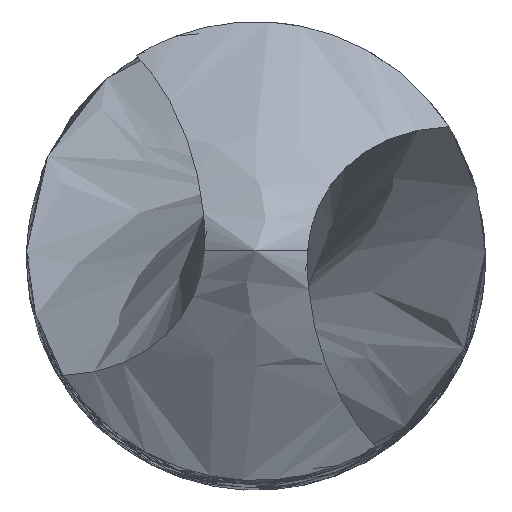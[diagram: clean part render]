
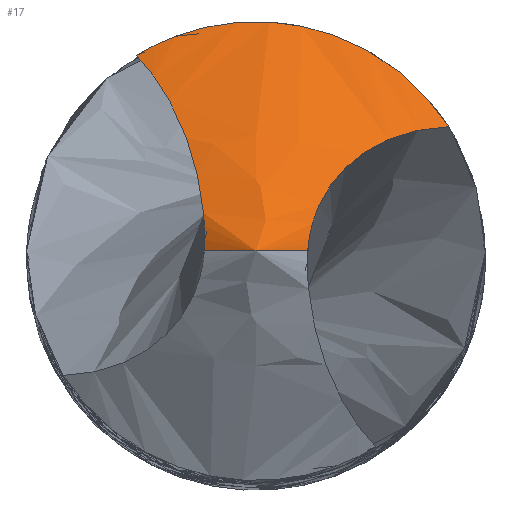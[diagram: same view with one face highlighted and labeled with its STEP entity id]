
A CAD part, top view. The second image highlights one B-rep face of the part: STEP entity #17.
In plain terms, the highlighted free-form (B-spline) face has degree [2, 1] with [5, 2] control points.
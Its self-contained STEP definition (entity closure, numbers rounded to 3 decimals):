
#17 = ADVANCED_FACE('',(#18),#95,.T.);
#18 = FACE_BOUND('',#19,.T.);
#19 = EDGE_LOOP('',(#20,#29,#36,#61,#69,#86));
#20 = ORIENTED_EDGE('',*,*,#21,.F.);
#21 = EDGE_CURVE('',#22,#24,#26,.T.);
#22 = VERTEX_POINT('',#23);
#23 = CARTESIAN_POINT('',(0.,0.,149.874));
#24 = VERTEX_POINT('',#25);
#25 = CARTESIAN_POINT('',(-1.352,0.,
    149.093));
#26 = B_SPLINE_CURVE_WITH_KNOTS('',1,(#27,#28),.UNSPECIFIED.,.F.,.F.,(2,
    2),(0.,1.042),.PIECEWISE_BEZIER_KNOTS.);
#27 = CARTESIAN_POINT('',(0.,0.,149.874));
#28 = CARTESIAN_POINT('',(-1.352,0.,149.093));
#29 = ORIENTED_EDGE('',*,*,#30,.T.);
#30 = EDGE_CURVE('',#22,#31,#33,.T.);
#31 = VERTEX_POINT('',#32);
#32 = CARTESIAN_POINT('',(1.352,0.,
    149.093));
#33 = B_SPLINE_CURVE_WITH_KNOTS('',1,(#34,#35),.UNSPECIFIED.,.F.,.F.,(2,
    2),(0.,1.042),.PIECEWISE_BEZIER_KNOTS.);
#34 = CARTESIAN_POINT('',(0.,0.,149.874));
#35 = CARTESIAN_POINT('',(1.352,0.,
    149.093));
#36 = ORIENTED_EDGE('',*,*,#37,.F.);
#37 = EDGE_CURVE('',#38,#31,#40,.T.);
#38 = VERTEX_POINT('',#39);
#39 = CARTESIAN_POINT('',(5.038,3.249,146.412)
  );
#40 = B_SPLINE_CURVE_WITH_KNOTS('',3,(#41,#42,#43,#44,#45,#46,#47,#48,
    #49,#50,#51,#52,#53,#54,#55,#56,#57,#58,#59,#60),.UNSPECIFIED.,.F.,
  .F.,(4,2,2,2,2,2,2,2,2,4),(0.017,0.017,
    0.018,0.018,0.019,
    0.019,0.02,0.02,
    0.021,0.021),.UNSPECIFIED.);
#41 = CARTESIAN_POINT('',(5.038,3.249,146.412)
  );
#42 = CARTESIAN_POINT('',(4.812,3.244,146.524)
  );
#43 = CARTESIAN_POINT('',(4.585,3.221,146.639)
  );
#44 = CARTESIAN_POINT('',(4.142,3.142,146.872)
  );
#45 = CARTESIAN_POINT('',(3.927,3.086,146.99)
  );
#46 = CARTESIAN_POINT('',(3.511,2.941,147.23)
  );
#47 = CARTESIAN_POINT('',(3.31,2.852,147.351)
  );
#48 = CARTESIAN_POINT('',(2.923,2.639,147.6)
  );
#49 = CARTESIAN_POINT('',(2.738,2.515,147.727)
  );
#50 = CARTESIAN_POINT('',(2.4,2.24,147.978)
  );
#51 = CARTESIAN_POINT('',(2.245,2.089,148.103)
  );
#52 = CARTESIAN_POINT('',(1.964,1.754,148.353)
  );
#53 = CARTESIAN_POINT('',(1.838,1.569,148.48)
  );
#54 = CARTESIAN_POINT('',(1.626,1.173,148.717)
  );
#55 = CARTESIAN_POINT('',(1.539,0.961,148.831)
  );
#56 = CARTESIAN_POINT('',(1.443,0.616,148.969)
  );
#57 = CARTESIAN_POINT('',(1.417,0.498,149.009)
  );
#58 = CARTESIAN_POINT('',(1.376,0.255,149.068)
  );
#59 = CARTESIAN_POINT('',(1.361,0.127,149.088)
  );
#60 = CARTESIAN_POINT('',(1.352,0.,
    149.093));
#61 = ORIENTED_EDGE('',*,*,#62,.T.);
#62 = EDGE_CURVE('',#38,#63,#65,.T.);
#63 = VERTEX_POINT('',#64);
#64 = CARTESIAN_POINT('',(-3.126,5.115,146.412
    ));
#65 = ( BOUNDED_CURVE() B_SPLINE_CURVE(2,(#66,#67,#68),.UNSPECIFIED.,.F.
,.F.) B_SPLINE_CURVE_WITH_KNOTS((3,3),(3.714,5.261),
.PIECEWISE_BEZIER_KNOTS.) CURVE() GEOMETRIC_REPRESENTATION_ITEM() 
RATIONAL_B_SPLINE_CURVE((1.,0.716,1.)) REPRESENTATION_ITEM('') 
  );
#66 = CARTESIAN_POINT('',(5.038,3.249,146.412)
  );
#67 = CARTESIAN_POINT('',(1.867,8.166,146.412)
  );
#68 = CARTESIAN_POINT('',(-3.126,5.115,146.412
    ));
#69 = ORIENTED_EDGE('',*,*,#70,.F.);
#70 = EDGE_CURVE('',#71,#63,#73,.T.);
#71 = VERTEX_POINT('',#72);
#72 = CARTESIAN_POINT('',(-1.341,0.297,149.081)
  );
#73 = B_SPLINE_CURVE_WITH_KNOTS('',3,(#74,#75,#76,#77,#78,#79,#80,#81,
    #82,#83,#84,#85),.UNSPECIFIED.,.F.,.F.,(4,2,2,2,2,4),(
    0.,0.,0.001,
    0.002,0.003,0.004),
  .UNSPECIFIED.);
#74 = CARTESIAN_POINT('',(-1.341,0.297,149.081)
  );
#75 = CARTESIAN_POINT('',(-1.338,0.547,149.051
    ));
#76 = CARTESIAN_POINT('',(-1.352,0.782,148.977
    ));
#77 = CARTESIAN_POINT('',(-1.398,1.243,148.798
    ));
#78 = CARTESIAN_POINT('',(-1.431,1.466,148.693
    ));
#79 = CARTESIAN_POINT('',(-1.552,2.117,148.363)
  );
#80 = CARTESIAN_POINT('',(-1.665,2.531,148.125)
  );
#81 = CARTESIAN_POINT('',(-1.957,3.336,147.641
    ));
#82 = CARTESIAN_POINT('',(-2.139,3.729,147.392
    ));
#83 = CARTESIAN_POINT('',(-2.575,4.462,146.899)
  );
#84 = CARTESIAN_POINT('',(-2.828,4.804,146.655
    ));
#85 = CARTESIAN_POINT('',(-3.126,5.115,146.412
    ));
#86 = ORIENTED_EDGE('',*,*,#87,.F.);
#87 = EDGE_CURVE('',#24,#71,#88,.T.);
#88 = B_SPLINE_CURVE_WITH_KNOTS('',3,(#89,#90,#91,#92,#93,#94),
  .UNSPECIFIED.,.F.,.F.,(4,2,4),(0.021,0.021,
    0.021),.UNSPECIFIED.);
#89 = CARTESIAN_POINT('',(-1.352,0.,
    149.093));
#90 = CARTESIAN_POINT('',(-1.349,0.049,
    149.095));
#91 = CARTESIAN_POINT('',(-1.346,0.099,
    149.095));
#92 = CARTESIAN_POINT('',(-1.342,0.198,149.091)
  );
#93 = CARTESIAN_POINT('',(-1.341,0.248,149.087
    ));
#94 = CARTESIAN_POINT('',(-1.341,0.297,149.081)
  );
#95 = ( BOUNDED_SURFACE() B_SPLINE_SURFACE(2,1,(
    (#96,#97)
    ,(#98,#99)
    ,(#100,#101)
    ,(#102,#103)
,(#104,#105
    )),.UNSPECIFIED.,.F.,.F.,.F.) B_SPLINE_SURFACE_WITH_KNOTS((3,2,3),(2
    ,2),(0.,1.571,3.142),(-2000.,-1995.381),
.PIECEWISE_BEZIER_KNOTS.) GEOMETRIC_REPRESENTATION_ITEM() 
RATIONAL_B_SPLINE_SURFACE((
    (1.,1.)
    ,(0.707,0.707)
    ,(1.,1.)
    ,(0.707,0.707)
,(1.,1.))) REPRESENTATION_ITEM('') SURFACE() );
#96 = CARTESIAN_POINT('',(0.,0.,149.874));
#97 = CARTESIAN_POINT('',(-5.995,0.,146.412));
#98 = CARTESIAN_POINT('',(0.,0.,149.874));
#99 = CARTESIAN_POINT('',(-5.995,5.995,146.412
    ));
#100 = CARTESIAN_POINT('',(0.,0.,149.874));
#101 = CARTESIAN_POINT('',(0.,5.995,
    146.412));
#102 = CARTESIAN_POINT('',(0.,0.,149.874));
#103 = CARTESIAN_POINT('',(5.995,5.995,146.412
    ));
#104 = CARTESIAN_POINT('',(0.,0.,149.874));
#105 = CARTESIAN_POINT('',(5.995,0.,
    146.412));
